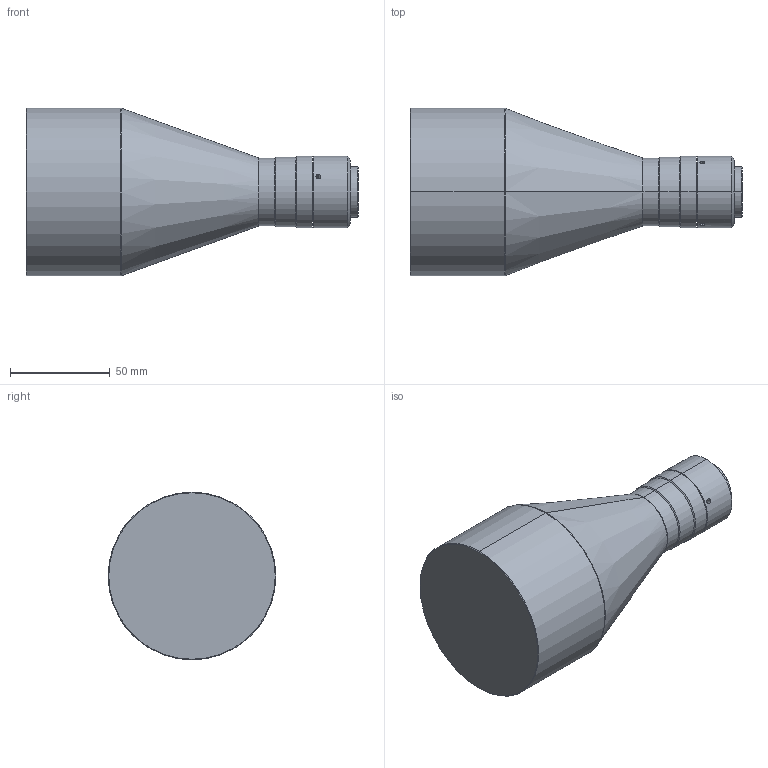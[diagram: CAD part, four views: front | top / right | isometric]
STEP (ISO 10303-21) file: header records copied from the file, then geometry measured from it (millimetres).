
FILE_DESCRIPTION (( 'STEP AP203' ), '1' );
FILE_NAME ('DTCM118-64H-AL.STEP', '2019-12-02T01:10:54', ( 'Windows 蚚誧' ), ( '' ), 'SwSTEP 2.0', 'SolidWorks 2017', '' );
FILE_SCHEMA (( 'CONFIG_CONTROL_DESIGN' ));
Length unit declared in the file: millimetre
Products named in the file (1): DTCM118-64H-AL
Bounding box: 166.3 x 84 x 84 mm (x, y, z)
Volume: 509923.2 mm3; surface area: 38907.1 mm2
Topology: 1 solids, 1 shells, 47 faces, 98 edges, 53 vertices
Faces by surface type: cylinder 20, cone 18, plane 5, bspline 4
Entity records: 1401 total; most frequent: CARTESIAN_POINT 367, DIRECTION 214, ORIENTED_EDGE 184, EDGE_CURVE 92, AXIS2_PLACEMENT_3D 88, EDGE_LOOP 53, VERTEX_POINT 53, FACE_OUTER_BOUND 47
